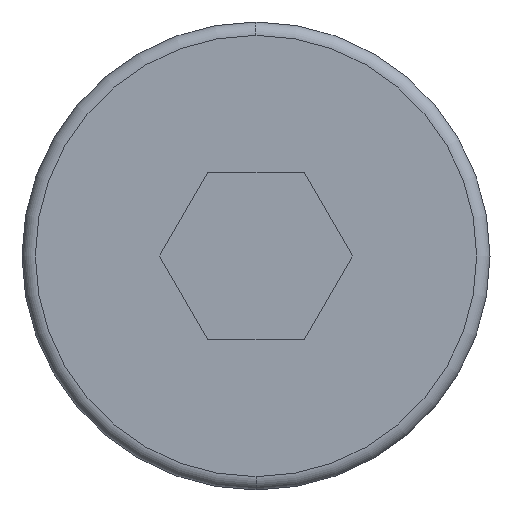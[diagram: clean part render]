
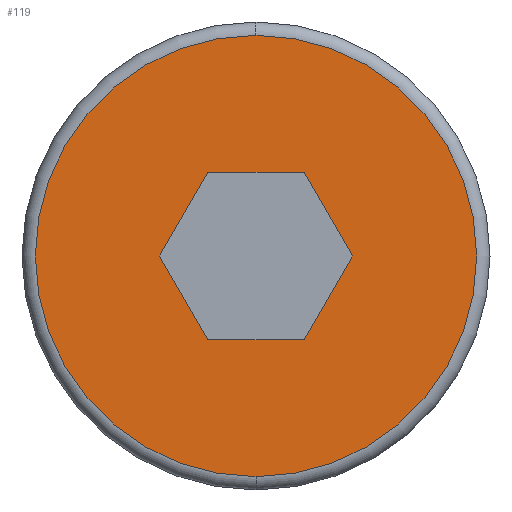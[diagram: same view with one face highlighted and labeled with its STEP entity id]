
A CAD part, left-side view. The second image highlights one B-rep face of the part: STEP entity #119.
In plain terms, the highlighted planar face has unit normal (-1, 0, 0).
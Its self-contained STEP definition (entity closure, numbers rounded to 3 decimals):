
#2 = VERTEX_POINT ( 'NONE', #151 ) ;
#20 = EDGE_CURVE ( 'NONE', #77, #47, #354, .T. ) ;
#21 = CARTESIAN_POINT ( 'NONE',  ( -3.2, 0.722, -1.25 ) ) ;
#31 = DIRECTION ( 'NONE',  ( 0., 1., 0. ) ) ;
#42 = CARTESIAN_POINT ( 'NONE',  ( -3.2, 1.443, 0. ) ) ;
#47 = VERTEX_POINT ( 'NONE', #111 ) ;
#55 = LINE ( 'NONE', #194, #363 ) ;
#67 = CARTESIAN_POINT ( 'NONE',  ( -3.2, -0.722, -1.25 ) ) ;
#77 = VERTEX_POINT ( 'NONE', #586 ) ;
#93 = DIRECTION ( 'NONE',  ( -1., 0., 0. ) ) ;
#100 = EDGE_CURVE ( 'NONE', #2, #662, #310, .T. ) ;
#101 = VERTEX_POINT ( 'NONE', #782 ) ;
#106 = VERTEX_POINT ( 'NONE', #210 ) ;
#111 = CARTESIAN_POINT ( 'NONE',  ( -3.2, -0.722, 1.25 ) ) ;
#113 = VECTOR ( 'NONE', #551, 1000. ) ;
#117 = PLANE ( 'NONE',  #553 ) ;
#119 = ADVANCED_FACE ( 'NONE', ( #634, #143 ), #117, .F. ) ;
#124 = EDGE_LOOP ( 'NONE', ( #164, #773, #462, #698, #750, #329 ) ) ;
#125 = CARTESIAN_POINT ( 'NONE',  ( -3.2, 0., 0. ) ) ;
#127 = EDGE_CURVE ( 'NONE', #538, #625, #180, .T. ) ;
#143 = FACE_OUTER_BOUND ( 'NONE', #756, .T. ) ;
#151 = CARTESIAN_POINT ( 'NONE',  ( -3.2, 0.722, 1.25 ) ) ;
#156 = CARTESIAN_POINT ( 'NONE',  ( -3.2, 0., 0. ) ) ;
#164 = ORIENTED_EDGE ( 'NONE', *, *, #295, .F. ) ;
#180 = LINE ( 'NONE', #67, #276 ) ;
#194 = CARTESIAN_POINT ( 'NONE',  ( -3.2, -1.443, 0. ) ) ;
#206 = DIRECTION ( 'NONE',  ( 0., 0., -1. ) ) ;
#210 = CARTESIAN_POINT ( 'NONE',  ( -3.2, 0., -3.3 ) ) ;
#217 = CARTESIAN_POINT ( 'NONE',  ( -3.2, -0.722, 1.25 ) ) ;
#219 = ORIENTED_EDGE ( 'NONE', *, *, #779, .T. ) ;
#265 = VECTOR ( 'NONE', #31, 1000. ) ;
#268 = DIRECTION ( 'NONE',  ( 0., 0.5, -0.866 ) ) ;
#276 = VECTOR ( 'NONE', #814, 1000. ) ;
#286 = LINE ( 'NONE', #325, #265 ) ;
#295 = EDGE_CURVE ( 'NONE', #625, #77, #55, .T. ) ;
#310 = LINE ( 'NONE', #806, #813 ) ;
#325 = CARTESIAN_POINT ( 'NONE',  ( -3.2, 0.722, 1.25 ) ) ;
#327 = DIRECTION ( 'NONE',  ( 1., 0., 0. ) ) ;
#329 = ORIENTED_EDGE ( 'NONE', *, *, #20, .F. ) ;
#341 = AXIS2_PLACEMENT_3D ( 'NONE', #408, #454, #796 ) ;
#354 = LINE ( 'NONE', #217, #531 ) ;
#363 = VECTOR ( 'NONE', #561, 1000. ) ;
#399 = CARTESIAN_POINT ( 'NONE',  ( -3.2, 0.722, -1.25 ) ) ;
#408 = CARTESIAN_POINT ( 'NONE',  ( -3.2, 0., 0. ) ) ;
#410 = ORIENTED_EDGE ( 'NONE', *, *, #568, .T. ) ;
#441 = CARTESIAN_POINT ( 'NONE',  ( -3.2, -0.722, -1.25 ) ) ;
#454 = DIRECTION ( 'NONE',  ( -1., 0., 0. ) ) ;
#462 = ORIENTED_EDGE ( 'NONE', *, *, #474, .F. ) ;
#474 = EDGE_CURVE ( 'NONE', #662, #538, #788, .T. ) ;
#496 = AXIS2_PLACEMENT_3D ( 'NONE', #156, #93, #206 ) ;
#531 = VECTOR ( 'NONE', #768, 1000. ) ;
#538 = VERTEX_POINT ( 'NONE', #399 ) ;
#551 = DIRECTION ( 'NONE',  ( 0., -0.5, -0.866 ) ) ;
#553 = AXIS2_PLACEMENT_3D ( 'NONE', #125, #327, #613 ) ;
#561 = DIRECTION ( 'NONE',  ( 0., -0.5, 0.866 ) ) ;
#568 = EDGE_CURVE ( 'NONE', #106, #101, #618, .T. ) ;
#586 = CARTESIAN_POINT ( 'NONE',  ( -3.2, -1.443, 0. ) ) ;
#613 = DIRECTION ( 'NONE',  ( 0., 0., -1. ) ) ;
#618 = CIRCLE ( 'NONE', #341, 3.3 ) ;
#625 = VERTEX_POINT ( 'NONE', #441 ) ;
#634 = FACE_BOUND ( 'NONE', #124, .T. ) ;
#649 = CIRCLE ( 'NONE', #496, 3.3 ) ;
#662 = VERTEX_POINT ( 'NONE', #42 ) ;
#698 = ORIENTED_EDGE ( 'NONE', *, *, #100, .F. ) ;
#750 = ORIENTED_EDGE ( 'NONE', *, *, #819, .F. ) ;
#756 = EDGE_LOOP ( 'NONE', ( #410, #219 ) ) ;
#768 = DIRECTION ( 'NONE',  ( 0., 0.5, 0.866 ) ) ;
#773 = ORIENTED_EDGE ( 'NONE', *, *, #127, .F. ) ;
#779 = EDGE_CURVE ( 'NONE', #101, #106, #649, .T. ) ;
#782 = CARTESIAN_POINT ( 'NONE',  ( -3.2, 0., 3.3 ) ) ;
#788 = LINE ( 'NONE', #21, #113 ) ;
#796 = DIRECTION ( 'NONE',  ( 0., 0., -1. ) ) ;
#806 = CARTESIAN_POINT ( 'NONE',  ( -3.2, 1.443, 0. ) ) ;
#813 = VECTOR ( 'NONE', #268, 1000. ) ;
#814 = DIRECTION ( 'NONE',  ( 0., -1., 0. ) ) ;
#819 = EDGE_CURVE ( 'NONE', #47, #2, #286, .T. ) ;
